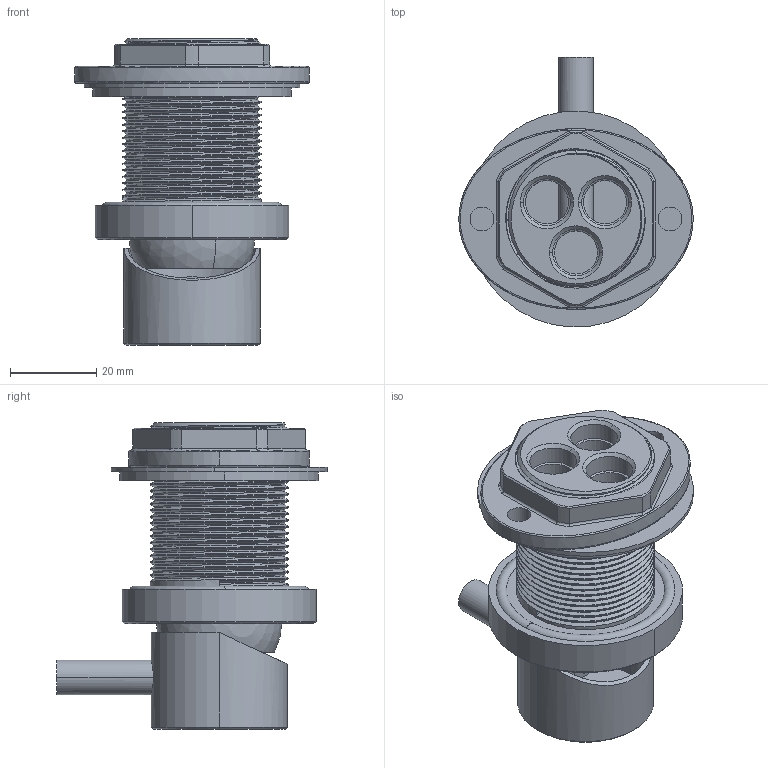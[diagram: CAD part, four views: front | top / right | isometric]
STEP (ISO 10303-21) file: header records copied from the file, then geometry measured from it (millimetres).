
FILE_DESCRIPTION (( 'STEP AP214' ), '1' );
FILE_NAME ('QC-300-11_Pos 1_Mischer_Export_V1_Step.STEP', '2023-06-30T09:40:17', ( '' ), ( '' ), 'SwSTEP 2.0', 'SolidWorks 2022', '' );
FILE_SCHEMA (( 'AUTOMOTIVE_DESIGN' ));
Length unit declared in the file: millimetre
Products named in the file (1): QC-300-11_Pos 1_Mischer_Export_V1_Step
Bounding box: 54.2 x 62.52 x 70.9 mm (x, y, z)
Surface area: 25055.6 mm2 (no closed solid volume)
Topology: 0 solids, 8 shells, 167 faces, 445 edges, 291 vertices
Faces by surface type: cylinder 91, plane 28, cone 25, bspline 11, torus 10, sphere 2
Entity records: 12245 total; most frequent: CARTESIAN_POINT 8373, ORIENTED_EDGE 834, DIRECTION 730, EDGE_CURVE 445, VERTEX_POINT 291, AXIS2_PLACEMENT_3D 291, EDGE_LOOP 185, FACE_OUTER_BOUND 167
